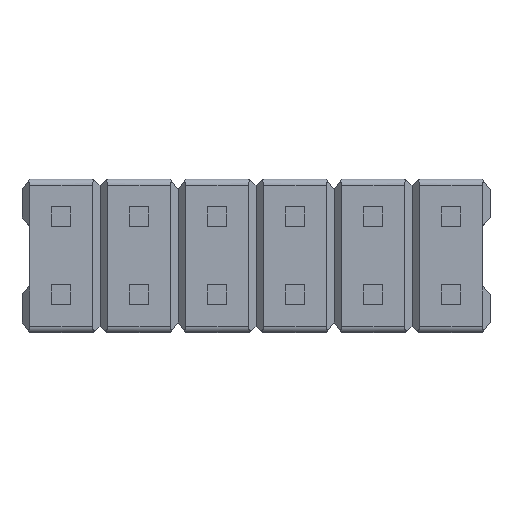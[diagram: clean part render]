
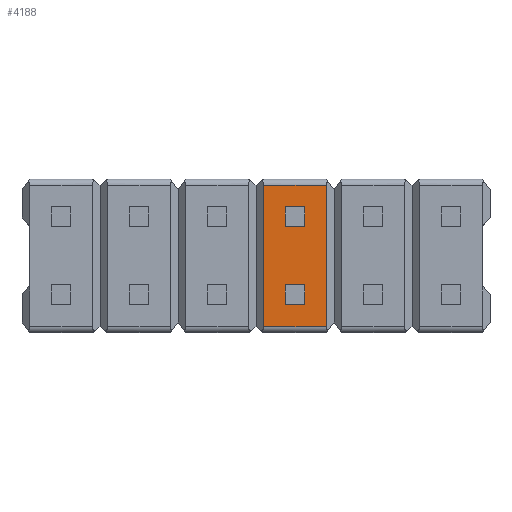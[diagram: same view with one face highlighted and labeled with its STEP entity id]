
A CAD part, top view. The second image highlights one B-rep face of the part: STEP entity #4188.
In plain terms, the highlighted planar face has unit normal (0, 0, 1).
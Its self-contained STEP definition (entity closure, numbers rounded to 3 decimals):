
#270=DIRECTION('',(1.,0.,0.));
#271=VECTOR('',#270,2.04);
#272=CARTESIAN_POINT('',(0.25,-2.3,0.));
#273=LINE('',#272,#271);
#658=DIRECTION('',(0.,-1.,0.));
#659=VECTOR('',#658,4.6);
#660=CARTESIAN_POINT('',(0.25,2.3,0.));
#661=LINE('',#660,#659);
#662=DIRECTION('',(1.,0.,0.));
#663=VECTOR('',#662,2.04);
#664=CARTESIAN_POINT('',(0.25,2.3,0.));
#665=LINE('',#664,#663);
#666=DIRECTION('',(0.,-1.,0.));
#667=VECTOR('',#666,4.6);
#668=CARTESIAN_POINT('',(2.29,2.3,0.));
#669=LINE('',#668,#667);
#798=DIRECTION('',(0.,-1.,0.));
#799=VECTOR('',#798,0.63);
#800=CARTESIAN_POINT('',(0.955,1.585,0.));
#801=LINE('',#800,#799);
#802=DIRECTION('',(-1.,0.,0.));
#803=VECTOR('',#802,0.63);
#804=CARTESIAN_POINT('',(1.585,0.955,0.));
#805=LINE('',#804,#803);
#806=DIRECTION('',(0.,-1.,0.));
#807=VECTOR('',#806,0.63);
#808=CARTESIAN_POINT('',(1.585,1.585,0.));
#809=LINE('',#808,#807);
#810=DIRECTION('',(-1.,0.,0.));
#811=VECTOR('',#810,0.63);
#812=CARTESIAN_POINT('',(1.585,1.585,0.));
#813=LINE('',#812,#811);
#814=DIRECTION('',(0.,-1.,0.));
#815=VECTOR('',#814,0.63);
#816=CARTESIAN_POINT('',(0.955,-0.955,0.));
#817=LINE('',#816,#815);
#818=DIRECTION('',(-1.,0.,0.));
#819=VECTOR('',#818,0.63);
#820=CARTESIAN_POINT('',(1.585,-1.585,0.));
#821=LINE('',#820,#819);
#822=DIRECTION('',(0.,-1.,0.));
#823=VECTOR('',#822,0.63);
#824=CARTESIAN_POINT('',(1.585,-0.955,0.));
#825=LINE('',#824,#823);
#826=DIRECTION('',(-1.,0.,0.));
#827=VECTOR('',#826,0.63);
#828=CARTESIAN_POINT('',(1.585,-0.955,0.));
#829=LINE('',#828,#827);
#2907=CARTESIAN_POINT('',(2.29,2.3,0.));
#2908=CARTESIAN_POINT('',(2.29,-2.3,0.));
#2909=VERTEX_POINT('',#2907);
#2910=VERTEX_POINT('',#2908);
#3013=CARTESIAN_POINT('',(0.25,2.3,0.));
#3014=CARTESIAN_POINT('',(0.25,-2.3,0.));
#3015=VERTEX_POINT('',#3013);
#3016=VERTEX_POINT('',#3014);
#3244=CARTESIAN_POINT('',(0.955,1.585,0.));
#3245=CARTESIAN_POINT('',(0.955,0.955,0.));
#3246=VERTEX_POINT('',#3244);
#3247=VERTEX_POINT('',#3245);
#3248=CARTESIAN_POINT('',(0.955,-0.955,0.));
#3249=CARTESIAN_POINT('',(0.955,-1.585,0.));
#3250=VERTEX_POINT('',#3248);
#3251=VERTEX_POINT('',#3249);
#3252=CARTESIAN_POINT('',(1.585,1.585,0.));
#3253=CARTESIAN_POINT('',(1.585,0.955,0.));
#3254=VERTEX_POINT('',#3252);
#3255=VERTEX_POINT('',#3253);
#3256=CARTESIAN_POINT('',(1.585,-0.955,0.));
#3257=CARTESIAN_POINT('',(1.585,-1.585,0.));
#3258=VERTEX_POINT('',#3256);
#3259=VERTEX_POINT('',#3257);
#4154=CARTESIAN_POINT('',(-7.62,2.3,0.));
#4155=DIRECTION('',(0.,0.,1.));
#4156=DIRECTION('',(0.,-1.,0.));
#4157=AXIS2_PLACEMENT_3D('',#4154,#4155,#4156);
#4158=PLANE('',#4157);
#4160=ORIENTED_EDGE('',*,*,#4159,.F.);
#4162=ORIENTED_EDGE('',*,*,#4161,.T.);
#4164=ORIENTED_EDGE('',*,*,#4163,.T.);
#4165=ORIENTED_EDGE('',*,*,#3678,.F.);
#4166=EDGE_LOOP('',(#4160,#4162,#4164,#4165));
#4167=FACE_OUTER_BOUND('',#4166,.F.);
#4169=ORIENTED_EDGE('',*,*,#4168,.T.);
#4171=ORIENTED_EDGE('',*,*,#4170,.F.);
#4173=ORIENTED_EDGE('',*,*,#4172,.F.);
#4175=ORIENTED_EDGE('',*,*,#4174,.T.);
#4176=EDGE_LOOP('',(#4169,#4171,#4173,#4175));
#4177=FACE_BOUND('',#4176,.F.);
#4179=ORIENTED_EDGE('',*,*,#4178,.T.);
#4181=ORIENTED_EDGE('',*,*,#4180,.F.);
#4183=ORIENTED_EDGE('',*,*,#4182,.F.);
#4185=ORIENTED_EDGE('',*,*,#4184,.T.);
#4186=EDGE_LOOP('',(#4179,#4181,#4183,#4185));
#4187=FACE_BOUND('',#4186,.F.);
#3678=EDGE_CURVE('',#3016,#2910,#273,.T.);
#4159=EDGE_CURVE('',#3015,#3016,#661,.T.);
#4161=EDGE_CURVE('',#3015,#2909,#665,.T.);
#4163=EDGE_CURVE('',#2909,#2910,#669,.T.);
#4168=EDGE_CURVE('',#3246,#3247,#801,.T.);
#4170=EDGE_CURVE('',#3255,#3247,#805,.T.);
#4172=EDGE_CURVE('',#3254,#3255,#809,.T.);
#4174=EDGE_CURVE('',#3254,#3246,#813,.T.);
#4178=EDGE_CURVE('',#3250,#3251,#817,.T.);
#4180=EDGE_CURVE('',#3259,#3251,#821,.T.);
#4182=EDGE_CURVE('',#3258,#3259,#825,.T.);
#4184=EDGE_CURVE('',#3258,#3250,#829,.T.);
#4188=ADVANCED_FACE('',(#4167,#4177,#4187),#4158,.T.);
